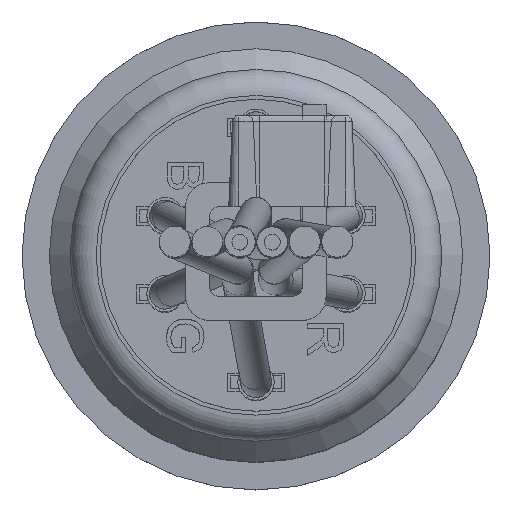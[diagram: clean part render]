
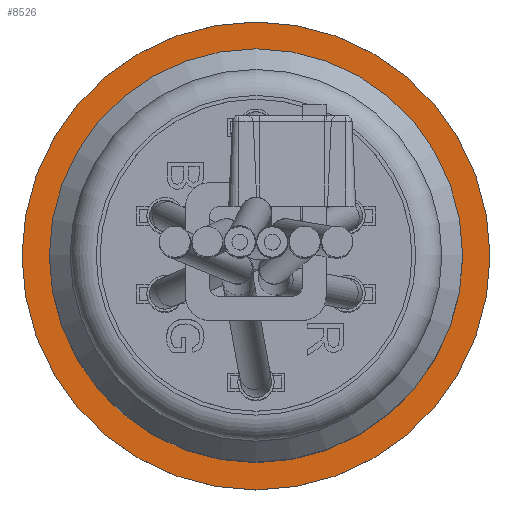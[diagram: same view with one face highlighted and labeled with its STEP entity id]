
A CAD part, top view. The second image highlights one B-rep face of the part: STEP entity #8526.
In plain terms, the highlighted planar face has unit normal (0, 0, 1).
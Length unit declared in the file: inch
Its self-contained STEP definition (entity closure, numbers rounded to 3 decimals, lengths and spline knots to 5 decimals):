
#288=PLANE('',#9334);
#458=FACE_BOUND('',#1528,.T.);
#979=FACE_OUTER_BOUND('',#1527,.T.);
#1527=EDGE_LOOP('',(#7313));
#1528=EDGE_LOOP('',(#7314));
#2023=CIRCLE('',#9333,0.35433);
#2024=CIRCLE('',#9335,0.29134);
#4076=VERTEX_POINT('',#15431);
#4077=VERTEX_POINT('',#15435);
#5196=EDGE_CURVE('',#4076,#4076,#2023,.T.);
#5197=EDGE_CURVE('',#4077,#4077,#2024,.T.);
#7313=ORIENTED_EDGE('',*,*,#5196,.F.);
#7314=ORIENTED_EDGE('',*,*,#5197,.F.);
#8526=ADVANCED_FACE('',(#979,#458),#288,.F.);
#9333=AXIS2_PLACEMENT_3D('',#15433,#11244,#11245);
#9334=AXIS2_PLACEMENT_3D('',#15434,#11246,#11247);
#9335=AXIS2_PLACEMENT_3D('',#15436,#11248,#11249);
#11244=DIRECTION('center_axis',(0.,0.,
-1.));
#11245=DIRECTION('ref_axis',(0.,1.,0.));
#11246=DIRECTION('center_axis',(0.,0.,
-1.));
#11247=DIRECTION('ref_axis',(1.,0.,0.));
#11248=DIRECTION('center_axis',(0.,0.,
1.));
#11249=DIRECTION('ref_axis',(1.,0.,0.));
#15431=CARTESIAN_POINT('',(0.,-0.35433,-0.7874));
#15433=CARTESIAN_POINT('Origin',(0.,0.,
-0.7874));
#15434=CARTESIAN_POINT('Origin',(0.,0.,
-0.7874));
#15435=CARTESIAN_POINT('',(-0.29134,0.,-0.7874));
#15436=CARTESIAN_POINT('Origin',(0.,0.,
-0.7874));
